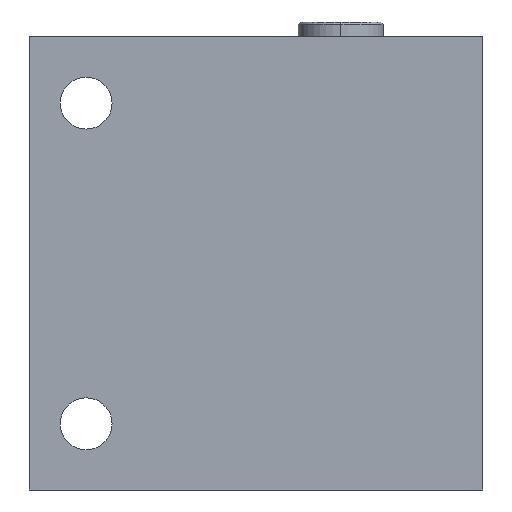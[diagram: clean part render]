
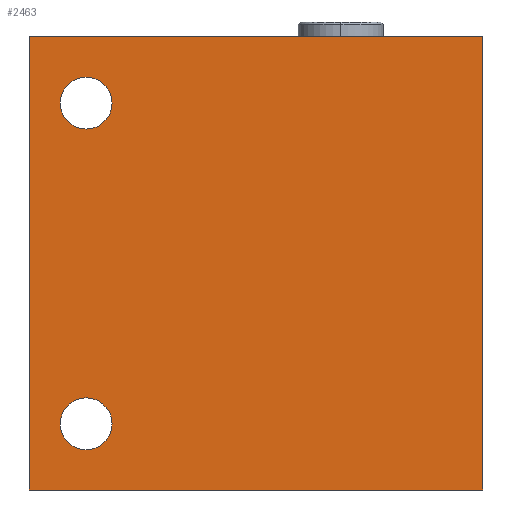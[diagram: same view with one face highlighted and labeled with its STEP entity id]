
A CAD part, left-side view. The second image highlights one B-rep face of the part: STEP entity #2463.
In plain terms, the highlighted planar face has unit normal (-1, 0, 0).
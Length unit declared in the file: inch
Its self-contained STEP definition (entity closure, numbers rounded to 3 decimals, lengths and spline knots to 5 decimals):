
#1=DIRECTION('',(0.,-1.,0.));
#2=VECTOR('',#1,3.);
#3=CARTESIAN_POINT('',(0.,0.,0.));
#4=LINE('',#3,#2);
#27=DIRECTION('',(0.,0.,1.));
#28=VECTOR('',#27,3.);
#29=CARTESIAN_POINT('',(0.,0.,0.));
#30=LINE('',#29,#28);
#31=CARTESIAN_POINT('',(0.,-0.375,0.438));
#32=DIRECTION('',(1.,0.,0.));
#33=DIRECTION('',(0.,0.,-1.));
#34=AXIS2_PLACEMENT_3D('',#31,#32,#33);
#36=CARTESIAN_POINT('',(0.,-0.375,0.438));
#37=DIRECTION('',(1.,0.,0.));
#38=DIRECTION('',(0.,0.,1.));
#39=AXIS2_PLACEMENT_3D('',#36,#37,#38);
#41=CARTESIAN_POINT('',(0.,-0.375,2.562));
#42=DIRECTION('',(1.,0.,0.));
#43=DIRECTION('',(0.,0.,-1.));
#44=AXIS2_PLACEMENT_3D('',#41,#42,#43);
#46=CARTESIAN_POINT('',(0.,-0.375,2.562));
#47=DIRECTION('',(1.,0.,0.));
#48=DIRECTION('',(0.,0.,1.));
#49=AXIS2_PLACEMENT_3D('',#46,#47,#48);
#89=DIRECTION('',(0.,0.,1.));
#90=VECTOR('',#89,3.);
#91=CARTESIAN_POINT('',(0.,-3.,0.));
#92=LINE('',#91,#90);
#113=DIRECTION('',(0.,-1.,0.));
#114=VECTOR('',#113,3.);
#115=CARTESIAN_POINT('',(0.,0.,3.));
#116=LINE('',#115,#114);
#2123=CARTESIAN_POINT('',(0.,0.,0.));
#2124=CARTESIAN_POINT('',(0.,-3.,0.));
#2125=VERTEX_POINT('',#2123);
#2126=VERTEX_POINT('',#2124);
#2131=CARTESIAN_POINT('',(0.,0.,3.));
#2132=CARTESIAN_POINT('',(0.,-3.,3.));
#2133=VERTEX_POINT('',#2131);
#2134=VERTEX_POINT('',#2132);
#2305=CARTESIAN_POINT('',(0.,-0.375,0.266));
#2306=CARTESIAN_POINT('',(0.,-0.375,0.61));
#2307=VERTEX_POINT('',#2305);
#2308=VERTEX_POINT('',#2306);
#2313=CARTESIAN_POINT('',(0.,-0.375,2.39));
#2314=CARTESIAN_POINT('',(0.,-0.375,2.734));
#2315=VERTEX_POINT('',#2313);
#2316=VERTEX_POINT('',#2314);
#2437=CARTESIAN_POINT('',(0.,0.,0.));
#2438=DIRECTION('',(-1.,0.,0.));
#2439=DIRECTION('',(0.,-1.,0.));
#2440=AXIS2_PLACEMENT_3D('',#2437,#2438,#2439);
#2441=PLANE('',#2440);
#2442=ORIENTED_EDGE('',*,*,#2420,.F.);
#2444=ORIENTED_EDGE('',*,*,#2443,.T.);
#2446=ORIENTED_EDGE('',*,*,#2445,.T.);
#2448=ORIENTED_EDGE('',*,*,#2447,.F.);
#2449=EDGE_LOOP('',(#2442,#2444,#2446,#2448));
#2450=FACE_OUTER_BOUND('',#2449,.F.);
#2452=ORIENTED_EDGE('',*,*,#2451,.F.);
#2454=ORIENTED_EDGE('',*,*,#2453,.F.);
#2455=EDGE_LOOP('',(#2452,#2454));
#2456=FACE_BOUND('',#2455,.F.);
#2458=ORIENTED_EDGE('',*,*,#2457,.F.);
#2460=ORIENTED_EDGE('',*,*,#2459,.F.);
#2461=EDGE_LOOP('',(#2458,#2460));
#2462=FACE_BOUND('',#2461,.F.);
#2463=ADVANCED_FACE('',(#2450,#2456,#2462),#2441,.T.);
#35=CIRCLE('',#34,0.172);
#40=CIRCLE('',#39,0.172);
#45=CIRCLE('',#44,0.172);
#50=CIRCLE('',#49,0.172);
#2420=EDGE_CURVE('',#2125,#2126,#4,.T.);
#2443=EDGE_CURVE('',#2125,#2133,#30,.T.);
#2445=EDGE_CURVE('',#2133,#2134,#116,.T.);
#2447=EDGE_CURVE('',#2126,#2134,#92,.T.);
#2451=EDGE_CURVE('',#2307,#2308,#35,.T.);
#2453=EDGE_CURVE('',#2308,#2307,#40,.T.);
#2457=EDGE_CURVE('',#2315,#2316,#45,.T.);
#2459=EDGE_CURVE('',#2316,#2315,#50,.T.);
